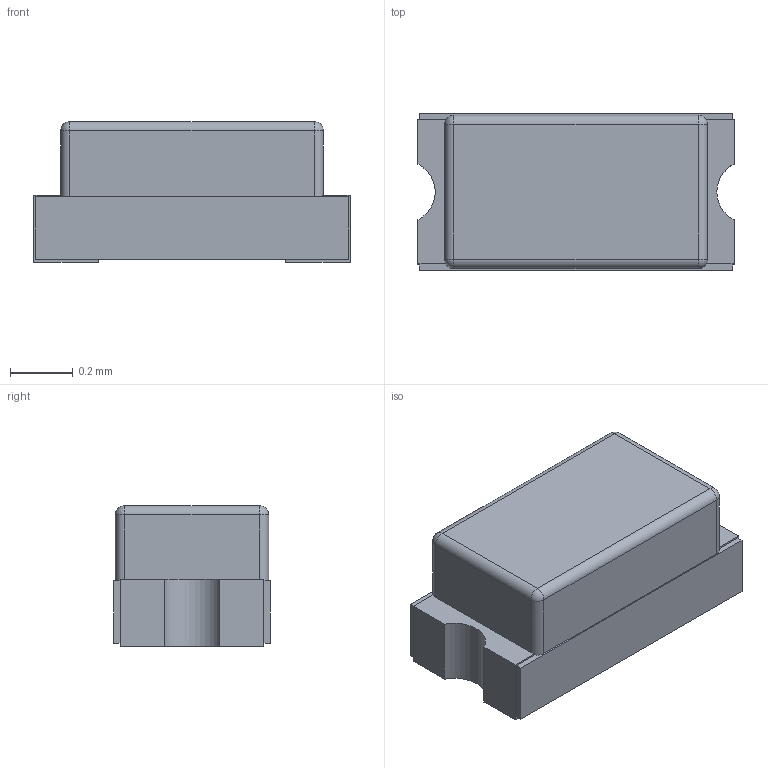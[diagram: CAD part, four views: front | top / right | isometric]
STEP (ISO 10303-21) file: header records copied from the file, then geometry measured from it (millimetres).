
FILE_DESCRIPTION(('FreeCAD Model'),'2;1');
FILE_NAME('led_0402_blue.step','2017-03-10T09:34:01',( 'Author'),(''),'Open CASCADE STEP processor 6.8','FreeCAD','Unknown' );
FILE_SCHEMA(('AUTOMOTIVE_DESIGN_CC2 { 1 2 10303 214 -1 1 5 4 }'));
Length unit declared in the file: millimetre
Products named in the file (2): ASSEMBLY; led_0402_blue
Assembly tree (1 placements, depth 2):
  ASSEMBLY
    led_0402_blue
Bounding box: 1.01 x 0.5 x 0.45 mm (x, y, z)
Volume: 0.2 mm3; surface area: 2.2 mm2
Topology: 1 solids, 1 shells, 43 faces, 115 edges, 70 vertices
Faces by surface type: plane 28, cylinder 11, sphere 4
Entity records: 4515 total; most frequent: CARTESIAN_POINT 2056, DIRECTION 373, LINE 229, VECTOR 229, ORIENTED_EDGE 222, PCURVE 222, DEFINITIONAL_REPRESENTATION 222, EDGE_CURVE 111
